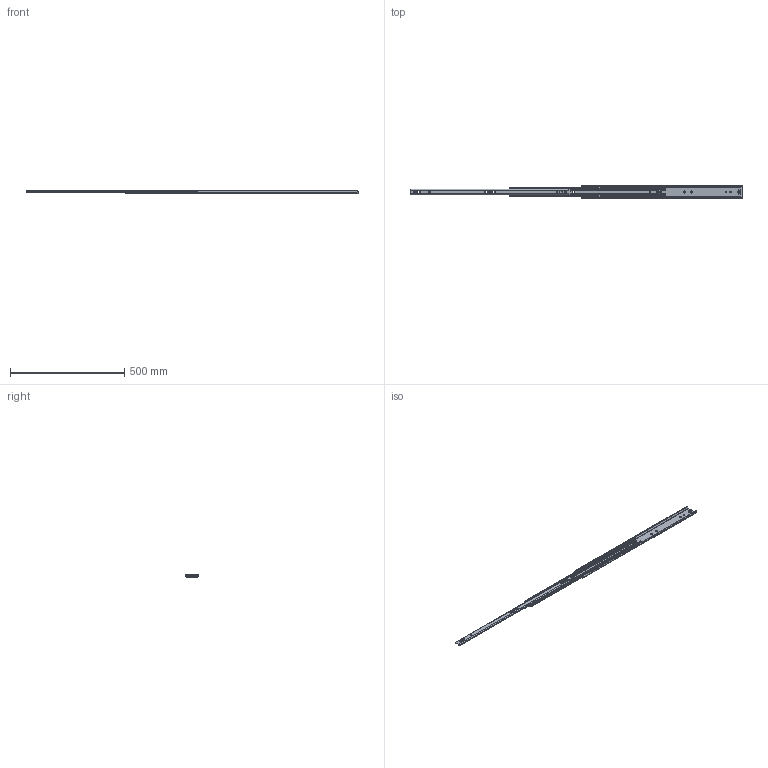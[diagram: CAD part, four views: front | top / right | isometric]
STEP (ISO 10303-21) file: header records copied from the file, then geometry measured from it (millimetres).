
FILE_DESCRIPTION(/* description */ ('ULFHD-D- 700/750mm (17.5) Zinc-Magnesium'),/* implementation_level */ '2;1');
FILE_NAME(/* name */ 'M12-M04_00_open.stp',/* time_stamp */ '2025-09-08T11:39:04+02:00',/* author */ ('l.hoffmann'),/* organization */ (''),/* preprocessor_version */ 'ST-DEVELOPER v20',/* originating_system */ 'Autodesk Inventor 2022',/* authorisation */ '');
FILE_SCHEMA (('AUTOMOTIVE_DESIGN { 1 0 10303 214 3 1 1 }'));
Products named in the file (14): M12-M04; 511-M12-M04-HMA; 511-M12-M04-HMA_1; E000173199; E000173196; E000173195; 512-M12-M04-UM2; 512-M12-M04-UM2_1; E000173208; E000173186; E000173206; E000173205; 514-M12-M04-MB3; 514-M12-M04-MB3_1
Assembly tree (49 placements, depth 3):
  M12-M04
    511-M12-M04-HMA
      511-M12-M04-HMA_1
    E000173199
      E000173186
      E000173196
      E000173195  x22
    512-M12-M04-UM2
      512-M12-M04-UM2_1
    E000173208
      E000173186
      E000173206
      E000173205  x15
    514-M12-M04-MB3
      514-M12-M04-MB3_1
Bounding box: 1450 x 55.8 x 17.25 mm (x, y, z)
Volume: 250869.5 mm3; surface area: 340113.8 mm2
Topology: 79 solids, 79 shells, 1986 faces, 5923 edges, 3938 vertices
Faces by surface type: plane 970, cylinder 890, sphere 74, cone 42, bspline 10
Full cylindrical faces by diameter (mm): 5.56 x30, 6.35 x44, 8 x4, 11 x1
Entity records: 67771 total; most frequent: CARTESIAN_POINT 13339, DIRECTION 11463, ORIENTED_EDGE 11410, EDGE_CURVE 5705, AXIS2_PLACEMENT_3D 3980, VERTEX_POINT 3798, LINE 3503, VECTOR 3503
